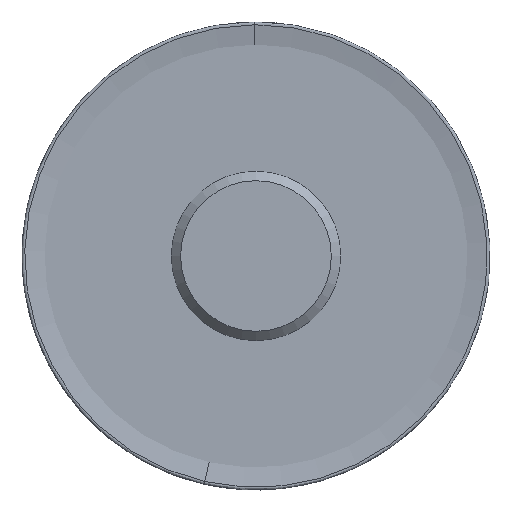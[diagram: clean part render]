
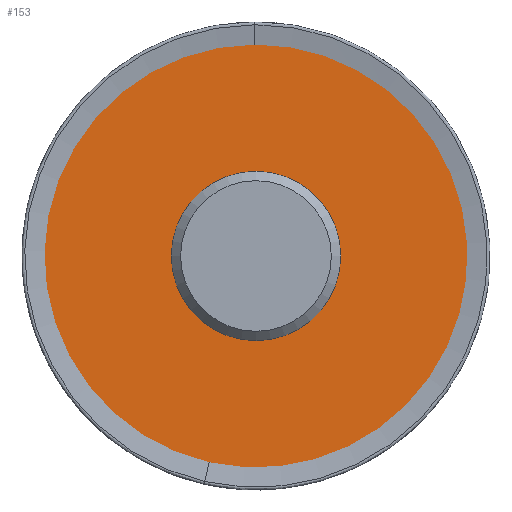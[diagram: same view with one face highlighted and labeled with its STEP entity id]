
A CAD part, left-side view. The second image highlights one B-rep face of the part: STEP entity #153.
In plain terms, the highlighted planar face has unit normal (-1, 0, 0).
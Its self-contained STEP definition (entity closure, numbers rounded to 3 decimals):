
#143=PLANE('',#591);
#153=ADVANCED_FACE('',(#196,#197),#143,.F.);
#196=FACE_BOUND('',#214,.T.);
#197=FACE_BOUND('',#215,.T.);
#214=EDGE_LOOP('',(#262));
#215=EDGE_LOOP('',(#263));
#262=ORIENTED_EDGE('',*,*,#455,.F.);
#263=ORIENTED_EDGE('',*,*,#454,.T.);
#408=VERTEX_POINT('',#817);
#409=VERTEX_POINT('',#820);
#454=EDGE_CURVE('',#408,#408,#528,.T.);
#455=EDGE_CURVE('',#409,#409,#529,.T.);
#528=CIRCLE('',#588,74.7);
#529=CIRCLE('',#590,28.95);
#588=AXIS2_PLACEMENT_3D('',#816,#662,#663);
#590=AXIS2_PLACEMENT_3D('',#819,#666,#667);
#591=AXIS2_PLACEMENT_3D('',#821,#668,#669);
#662=DIRECTION('',(-1.,0.,0.));
#663=DIRECTION('',(0.,0.,1.));
#666=DIRECTION('',(-1.,0.,0.));
#667=DIRECTION('',(0.,0.,1.));
#668=DIRECTION('',(1.,0.,0.));
#669=DIRECTION('',(0.,0.,-1.));
#816=CARTESIAN_POINT('',(1.2,0.,0.));
#817=CARTESIAN_POINT('',(1.2,0.,74.7));
#819=CARTESIAN_POINT('',(1.2,0.,0.));
#820=CARTESIAN_POINT('',(1.2,0.,28.95));
#821=CARTESIAN_POINT('',(1.2,28.95,0.));
